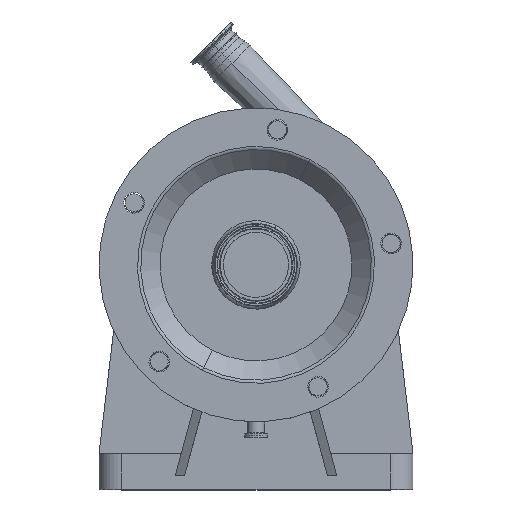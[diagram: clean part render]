
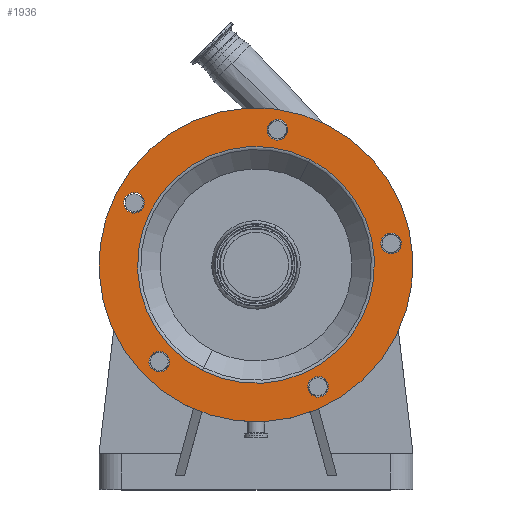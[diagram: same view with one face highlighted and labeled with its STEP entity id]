
A CAD part, top view. The second image highlights one B-rep face of the part: STEP entity #1936.
In plain terms, the highlighted planar face has unit normal (0, 0, 1).
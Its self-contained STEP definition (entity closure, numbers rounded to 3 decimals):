
#78 = EDGE_CURVE ( 'NONE', #3660, #3541, #898, .T. ) ;
#159 = DIRECTION ( 'NONE',  ( -0.454, -0.891, 0. ) ) ;
#263 = AXIS2_PLACEMENT_3D ( 'NONE', #11279, #4918, #12339 ) ;
#349 = VERTEX_POINT ( 'NONE', #2648 ) ;
#373 = DIRECTION ( 'NONE',  ( 0., 0., 1. ) ) ;
#469 = CARTESIAN_POINT ( 'NONE',  ( -155.926, 79.448, 289.5 ) ) ;
#507 = AXIS2_PLACEMENT_3D ( 'NONE', #2535, #10238, #3714 ) ;
#568 = DIRECTION ( 'NONE',  ( -0.454, -0.891, 0. ) ) ;
#637 = FACE_BOUND ( 'NONE', #2530, .T. ) ;
#714 = DIRECTION ( 'NONE',  ( 0.454, 0.891, 0. ) ) ;
#816 = CARTESIAN_POINT ( 'NONE',  ( -107.834, -107.834, 289.5 ) ) ;
#898 = CIRCLE ( 'NONE', #14161, 11.5 ) ;
#973 = CARTESIAN_POINT ( 'NONE',  ( 150.622, 23.856, 289.5 ) ) ;
#1012 = FACE_OUTER_BOUND ( 'NONE', #9277, .T. ) ;
#1032 = CARTESIAN_POINT ( 'NONE',  ( -113.055, -118.08, 289.5 ) ) ;
#1181 = EDGE_CURVE ( 'NONE', #9419, #3093, #13208, .T. ) ;
#1198 = FACE_BOUND ( 'NONE', #2273, .T. ) ;
#1220 = EDGE_LOOP ( 'NONE', ( #13254, #13428 ) ) ;
#1229 = AXIS2_PLACEMENT_3D ( 'NONE', #816, #8720, #1973 ) ;
#1322 = VERTEX_POINT ( 'NONE', #11156 ) ;
#1377 = FACE_BOUND ( 'NONE', #2390, .T. ) ;
#1464 = CARTESIAN_POINT ( 'NONE',  ( 59.959, 117.676, 289.5 ) ) ;
#1693 = DIRECTION ( 'NONE',  ( 0., 0., -1. ) ) ;
#1730 = FACE_BOUND ( 'NONE', #1220, .T. ) ;
#1846 = DIRECTION ( 'NONE',  ( 0., 0., 1. ) ) ;
#1859 = EDGE_CURVE ( 'NONE', #6177, #2719, #9434, .T. ) ;
#1871 = CIRCLE ( 'NONE', #11314, 11.5 ) ;
#1882 = CARTESIAN_POINT ( 'NONE',  ( -135.878, 69.234, 289.5 ) ) ;
#1936 = ADVANCED_FACE ( 'NONE', ( #1730, #3371, #4333, #1377, #1198, #1012, #637 ), #12604, .F. ) ;
#1973 = DIRECTION ( 'NONE',  ( 0.454, 0.891, 0. ) ) ;
#2000 = AXIS2_PLACEMENT_3D ( 'NONE', #7336, #373, #8357 ) ;
#2060 = VERTEX_POINT ( 'NONE', #9989 ) ;
#2141 = DIRECTION ( 'NONE',  ( 0.454, 0.891, 0. ) ) ;
#2273 = EDGE_LOOP ( 'NONE', ( #13904, #13941 ) ) ;
#2390 = EDGE_LOOP ( 'NONE', ( #13800, #13867 ) ) ;
#2452 = CARTESIAN_POINT ( 'NONE',  ( 155.843, 34.103, 289.5 ) ) ;
#2530 = EDGE_LOOP ( 'NONE', ( #14176, #14205 ) ) ;
#2531 = CARTESIAN_POINT ( 'NONE',  ( 150.622, 23.856, 289.5 ) ) ;
#2535 = CARTESIAN_POINT ( 'NONE',  ( 0., 0., 289.5 ) ) ;
#2648 = CARTESIAN_POINT ( 'NONE',  ( -59.959, -117.676, 289.5 ) ) ;
#2719 = VERTEX_POINT ( 'NONE', #1032 ) ;
#3093 = VERTEX_POINT ( 'NONE', #2452 ) ;
#3237 = CIRCLE ( 'NONE', #12749, 132.071 ) ;
#3309 = CARTESIAN_POINT ( 'NONE',  ( -79.448, -155.926, 289.5 ) ) ;
#3371 = FACE_BOUND ( 'NONE', #9183, .T. ) ;
#3541 = VERTEX_POINT ( 'NONE', #14122 ) ;
#3637 = CARTESIAN_POINT ( 'NONE',  ( 69.234, -135.878, 289.5 ) ) ;
#3660 = VERTEX_POINT ( 'NONE', #12248 ) ;
#3707 = DIRECTION ( 'NONE',  ( 0.454, 0.891, 0. ) ) ;
#3714 = DIRECTION ( 'NONE',  ( -0.454, -0.891, 0. ) ) ;
#3936 = CIRCLE ( 'NONE', #12403, 175. ) ;
#4333 = FACE_BOUND ( 'NONE', #5594, .T. ) ;
#4547 = EDGE_CURVE ( 'NONE', #3541, #3660, #13545, .T. ) ;
#4857 = DIRECTION ( 'NONE',  ( 0.454, 0.891, 0. ) ) ;
#4918 = DIRECTION ( 'NONE',  ( 0., 0., 1. ) ) ;
#4952 = EDGE_CURVE ( 'NONE', #12486, #349, #3237, .T. ) ;
#5594 = EDGE_LOOP ( 'NONE', ( #13651, #13733 ) ) ;
#5618 = DIRECTION ( 'NONE',  ( 0., 0., 1. ) ) ;
#5734 = EDGE_CURVE ( 'NONE', #12197, #7964, #3936, .T. ) ;
#6118 = EDGE_CURVE ( 'NONE', #7964, #12197, #6598, .T. ) ;
#6177 = VERTEX_POINT ( 'NONE', #11329 ) ;
#6213 = DIRECTION ( 'NONE',  ( 0., 0., 1. ) ) ;
#6245 = CARTESIAN_POINT ( 'NONE',  ( 0., 0., 289.5 ) ) ;
#6361 = CIRCLE ( 'NONE', #7689, 11.5 ) ;
#6598 = CIRCLE ( 'NONE', #507, 175. ) ;
#7154 = DIRECTION ( 'NONE',  ( 0., 0., -1. ) ) ;
#7253 = AXIS2_PLACEMENT_3D ( 'NONE', #3637, #11220, #4857 ) ;
#7336 = CARTESIAN_POINT ( 'NONE',  ( -107.834, -107.834, 289.5 ) ) ;
#7345 = DIRECTION ( 'NONE',  ( -0.454, -0.891, 0. ) ) ;
#7497 = DIRECTION ( 'NONE',  ( 0., 0., -1. ) ) ;
#7689 = AXIS2_PLACEMENT_3D ( 'NONE', #12444, #6213, #13505 ) ;
#7695 = CIRCLE ( 'NONE', #12971, 11.5 ) ;
#7859 = CIRCLE ( 'NONE', #1229, 11.5 ) ;
#7964 = VERTEX_POINT ( 'NONE', #9527 ) ;
#8357 = DIRECTION ( 'NONE',  ( 0.454, 0.891, 0. ) ) ;
#8617 = CARTESIAN_POINT ( 'NONE',  ( 23.856, 150.622, 289.5 ) ) ;
#8644 = DIRECTION ( 'NONE',  ( 0., 0., 1. ) ) ;
#8720 = DIRECTION ( 'NONE',  ( 0., 0., 1. ) ) ;
#8752 = EDGE_CURVE ( 'NONE', #11335, #2060, #10580, .T. ) ;
#8872 = DIRECTION ( 'NONE',  ( 0., 0., 1. ) ) ;
#9004 = EDGE_CURVE ( 'NONE', #12288, #1322, #9293, .T. ) ;
#9183 = EDGE_LOOP ( 'NONE', ( #13463, #13602 ) ) ;
#9277 = EDGE_LOOP ( 'NONE', ( #14092, #14130 ) ) ;
#9293 = CIRCLE ( 'NONE', #7253, 11.5 ) ;
#9419 = VERTEX_POINT ( 'NONE', #11947 ) ;
#9434 = CIRCLE ( 'NONE', #2000, 11.5 ) ;
#9513 = DIRECTION ( 'NONE',  ( -0.454, -0.891, 0. ) ) ;
#9527 = CARTESIAN_POINT ( 'NONE',  ( 79.448, 155.926, 289.5 ) ) ;
#9599 = EDGE_CURVE ( 'NONE', #2060, #11335, #6361, .T. ) ;
#9633 = DIRECTION ( 'NONE',  ( 0.454, 0.891, 0. ) ) ;
#9865 = EDGE_CURVE ( 'NONE', #2719, #6177, #7859, .T. ) ;
#9989 = CARTESIAN_POINT ( 'NONE',  ( 29.077, 160.869, 289.5 ) ) ;
#10233 = DIRECTION ( 'NONE',  ( 0., 0., 1. ) ) ;
#10238 = DIRECTION ( 'NONE',  ( 0., 0., -1. ) ) ;
#10277 = EDGE_CURVE ( 'NONE', #349, #12486, #13181, .T. ) ;
#10292 = EDGE_CURVE ( 'NONE', #3093, #9419, #7695, .T. ) ;
#10580 = CIRCLE ( 'NONE', #13759, 11.5 ) ;
#10857 = AXIS2_PLACEMENT_3D ( 'NONE', #469, #1693, #9513 ) ;
#11156 = CARTESIAN_POINT ( 'NONE',  ( 74.454, -125.632, 289.5 ) ) ;
#11220 = DIRECTION ( 'NONE',  ( 0., 0., 1. ) ) ;
#11279 = CARTESIAN_POINT ( 'NONE',  ( -135.878, 69.234, 289.5 ) ) ;
#11314 = AXIS2_PLACEMENT_3D ( 'NONE', #11891, #5618, #12954 ) ;
#11329 = CARTESIAN_POINT ( 'NONE',  ( -102.613, -97.587, 289.5 ) ) ;
#11335 = VERTEX_POINT ( 'NONE', #13611 ) ;
#11891 = CARTESIAN_POINT ( 'NONE',  ( 69.234, -135.878, 289.5 ) ) ;
#11947 = CARTESIAN_POINT ( 'NONE',  ( 145.402, 13.61, 289.5 ) ) ;
#12197 = VERTEX_POINT ( 'NONE', #3309 ) ;
#12248 = CARTESIAN_POINT ( 'NONE',  ( -141.099, 58.987, 289.5 ) ) ;
#12266 = AXIS2_PLACEMENT_3D ( 'NONE', #13346, #7154, #159 ) ;
#12288 = VERTEX_POINT ( 'NONE', #14220 ) ;
#12339 = DIRECTION ( 'NONE',  ( 0.454, 0.891, 0. ) ) ;
#12403 = AXIS2_PLACEMENT_3D ( 'NONE', #6245, #13534, #7345 ) ;
#12444 = CARTESIAN_POINT ( 'NONE',  ( 23.856, 150.622, 289.5 ) ) ;
#12486 = VERTEX_POINT ( 'NONE', #1464 ) ;
#12602 = AXIS2_PLACEMENT_3D ( 'NONE', #973, #8872, #2141 ) ;
#12604 = PLANE ( 'NONE',  #10857 ) ;
#12749 = AXIS2_PLACEMENT_3D ( 'NONE', #13697, #7497, #568 ) ;
#12954 = DIRECTION ( 'NONE',  ( 0.454, 0.891, 0. ) ) ;
#12971 = AXIS2_PLACEMENT_3D ( 'NONE', #2531, #10233, #3707 ) ;
#13181 = CIRCLE ( 'NONE', #12266, 132.071 ) ;
#13208 = CIRCLE ( 'NONE', #12602, 11.5 ) ;
#13254 = ORIENTED_EDGE ( 'NONE', *, *, #1859, .F. ) ;
#13346 = CARTESIAN_POINT ( 'NONE',  ( 0., 0., 289.5 ) ) ;
#13428 = ORIENTED_EDGE ( 'NONE', *, *, #9865, .F. ) ;
#13463 = ORIENTED_EDGE ( 'NONE', *, *, #13816, .F. ) ;
#13505 = DIRECTION ( 'NONE',  ( 0.454, 0.891, 0. ) ) ;
#13534 = DIRECTION ( 'NONE',  ( 0., 0., -1. ) ) ;
#13545 = CIRCLE ( 'NONE', #263, 11.5 ) ;
#13602 = ORIENTED_EDGE ( 'NONE', *, *, #9004, .F. ) ;
#13611 = CARTESIAN_POINT ( 'NONE',  ( 18.635, 140.376, 289.5 ) ) ;
#13651 = ORIENTED_EDGE ( 'NONE', *, *, #10292, .F. ) ;
#13697 = CARTESIAN_POINT ( 'NONE',  ( 0., 0., 289.5 ) ) ;
#13733 = ORIENTED_EDGE ( 'NONE', *, *, #1181, .F. ) ;
#13759 = AXIS2_PLACEMENT_3D ( 'NONE', #8617, #1846, #9633 ) ;
#13800 = ORIENTED_EDGE ( 'NONE', *, *, #9599, .F. ) ;
#13816 = EDGE_CURVE ( 'NONE', #1322, #12288, #1871, .T. ) ;
#13867 = ORIENTED_EDGE ( 'NONE', *, *, #8752, .F. ) ;
#13904 = ORIENTED_EDGE ( 'NONE', *, *, #10277, .T. ) ;
#13941 = ORIENTED_EDGE ( 'NONE', *, *, #4952, .T. ) ;
#14092 = ORIENTED_EDGE ( 'NONE', *, *, #5734, .F. ) ;
#14122 = CARTESIAN_POINT ( 'NONE',  ( -130.658, 79.48, 289.5 ) ) ;
#14130 = ORIENTED_EDGE ( 'NONE', *, *, #6118, .F. ) ;
#14161 = AXIS2_PLACEMENT_3D ( 'NONE', #1882, #8644, #714 ) ;
#14176 = ORIENTED_EDGE ( 'NONE', *, *, #4547, .F. ) ;
#14205 = ORIENTED_EDGE ( 'NONE', *, *, #78, .F. ) ;
#14220 = CARTESIAN_POINT ( 'NONE',  ( 64.013, -146.125, 289.5 ) ) ;
